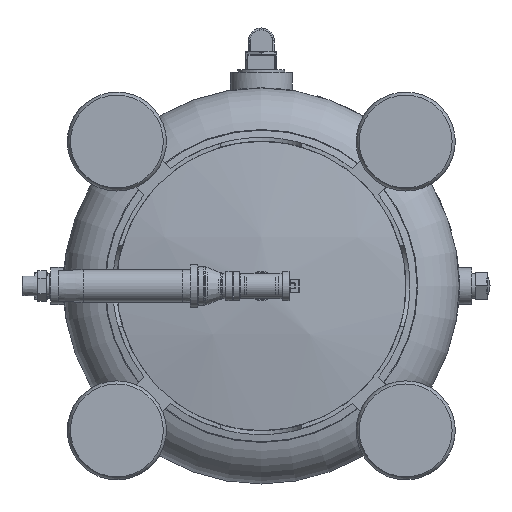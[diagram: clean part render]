
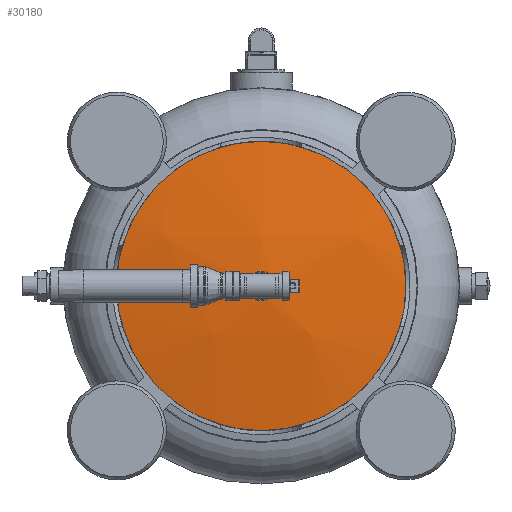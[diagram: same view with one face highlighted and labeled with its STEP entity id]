
A CAD part, front view. The second image highlights one B-rep face of the part: STEP entity #30180.
In plain terms, the highlighted spherical face has radius 765.175 mm.
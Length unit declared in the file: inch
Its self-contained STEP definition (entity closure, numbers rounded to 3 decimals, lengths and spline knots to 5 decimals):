
#1386=FACE_BOUND('',#4423,.T.);
#1649=SPHERICAL_SURFACE('',#32126,30.125);
#2646=FACE_OUTER_BOUND('',#4422,.T.);
#4422=EDGE_LOOP('',(#19669));
#4423=EDGE_LOOP('',(#19670,#19671));
#10085=CIRCLE('',#32119,0.5);
#10086=CIRCLE('',#32120,0.5);
#10091=CIRCLE('',#32127,5.84375);
#12010=VERTEX_POINT('',#45555);
#12011=VERTEX_POINT('',#45557);
#12016=VERTEX_POINT('',#45571);
#15080=EDGE_CURVE('',#12011,#12010,#10085,.T.);
#15081=EDGE_CURVE('',#12010,#12011,#10086,.T.);
#15087=EDGE_CURVE('',#12016,#12016,#10091,.T.);
#19669=ORIENTED_EDGE('',*,*,#15087,.F.);
#19670=ORIENTED_EDGE('',*,*,#15080,.T.);
#19671=ORIENTED_EDGE('',*,*,#15081,.T.);
#30180=ADVANCED_FACE('',(#2646,#1386),#1649,.T.);
#32119=AXIS2_PLACEMENT_3D('',#45558,#35863,#35864);
#32120=AXIS2_PLACEMENT_3D('',#45559,#35865,#35866);
#32126=AXIS2_PLACEMENT_3D('',#45570,#35878,#35879);
#32127=AXIS2_PLACEMENT_3D('',#45572,#35880,#35881);
#35863=DIRECTION('center_axis',(0.,1.,0.));
#35864=DIRECTION('ref_axis',(1.,0.,0.));
#35865=DIRECTION('center_axis',(0.,1.,0.));
#35866=DIRECTION('ref_axis',(1.,0.,0.));
#35878=DIRECTION('center_axis',(0.,0.,-1.));
#35879=DIRECTION('ref_axis',(1.,0.,0.));
#35880=DIRECTION('center_axis',(0.,1.,0.));
#35881=DIRECTION('ref_axis',(1.,0.,0.));
#45555=CARTESIAN_POINT('',(0.5,-19.12085,0.));
#45557=CARTESIAN_POINT('',(-0.5,-19.12085,0.));
#45558=CARTESIAN_POINT('Origin',(0.,-19.12085,
0.));
#45559=CARTESIAN_POINT('Origin',(0.,-19.12085,
0.));
#45570=CARTESIAN_POINT('Origin',(0.,11.,0.));
#45571=CARTESIAN_POINT('',(5.84375,-18.55277,0.));
#45572=CARTESIAN_POINT('Origin',(0.,-18.55277,
0.));
